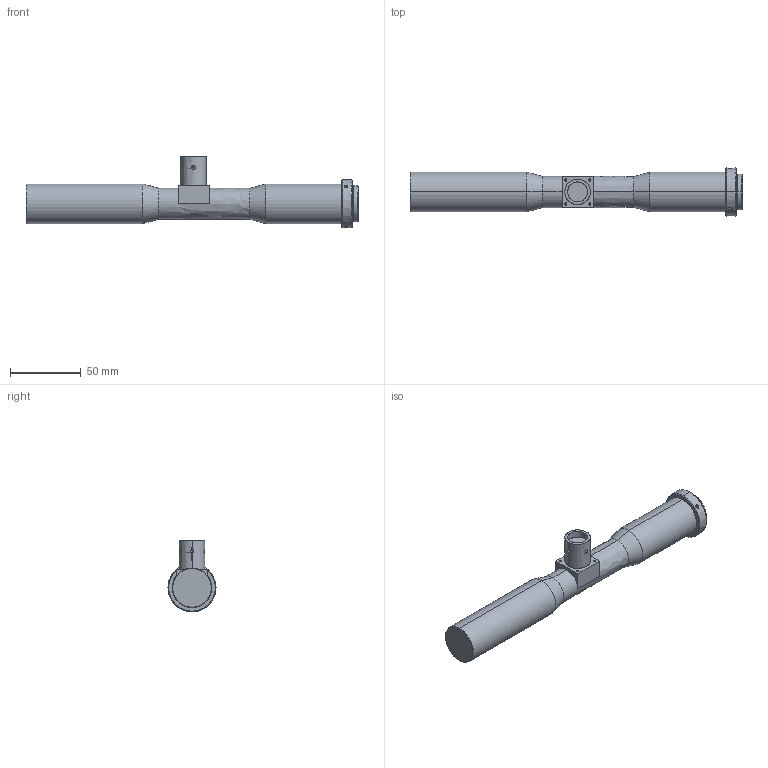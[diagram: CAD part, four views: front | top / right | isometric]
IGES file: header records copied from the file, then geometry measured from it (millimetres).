
Start section: SolidWorks IGES file using analytic representation for surfaces
Global section: file name: WH08-250CT.IGS; native system: SolidWorks 2012; preprocessor: SolidWorks 2012; author: ZXC; date: 171201.110442; units: millimetre
Bounding box: 234.8 x 34 x 50.7 mm (x, y, z)
Surface area: 23417.1 mm2 (no closed solid volume)
Topology: 0 solids, 0 shells, 84 faces, 1244 edges, 1222 vertices
Faces by surface type: revolution 72, bspline 12
